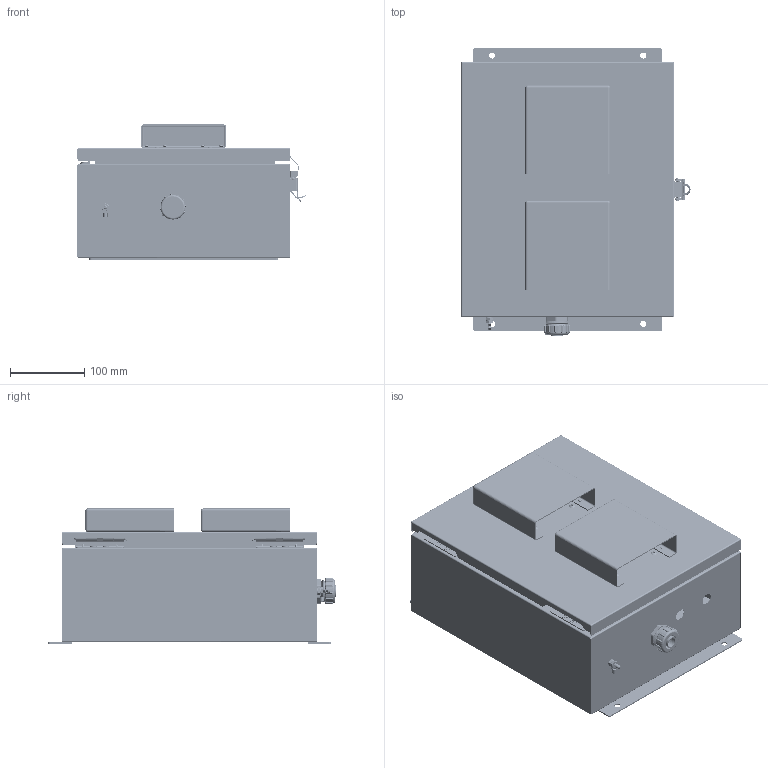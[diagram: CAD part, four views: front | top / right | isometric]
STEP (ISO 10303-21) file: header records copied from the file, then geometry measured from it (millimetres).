
FILE_DESCRIPTION (( 'STEP AP214' ), '1' );
FILE_NAME ('NBSS121006-10F-1.step', '2020-03-18T18:51:23', ( '' ), ( '' ), 'SwSTEP 2.0', 'SolidWorks 2018', '' );
FILE_SCHEMA (( 'AUTOMOTIVE_DESIGN' ));
Length unit declared in the file: inch
Products named in the file (51): XMH-0010; NBSS_integra_latch; 10-32 stud^NBSS121006_box assy; 97526A125_.1348 matl thk; X-PCB-HYP285; XFS-0032_91735A151; XFS-0031; XC-0003; XFN-0013; 1BE04-070; L-COM-FLANGE_505152-FLANGE_1; 1AJ09-156_.099 grip; NBSS121006_lid; XMH-0025; 9912562-82-10_1; NBSS_integra_box brkt; XCT-0005; XFS-0067_XFS-0067; X-ASSY-HYP285-1; RIVET_SHORT_12DIA_1; 1AJ09-156_.25 grip; NBSS121006; NBSS_integra_csink wshr; XFN-0003; XFS-0017; NBSS_integra_box hinge; XERZ-V20D241; 91115A288_18-8 SS FF THD HEX STDF_91115A288; XMH-0048; NBSS121006_box; XFW-0002; NBSS_integra_hinge pin; XMH-0007; XF797-02; NBSS_integra_fhscr_91771A830_10-32 x .62lg; XMH-0050_leads not shown; 10-32 NEMA PLATE SCREW; XCTB-0002; XNBSS121006-02; NBSS121006_box assy ...
Assembly tree (108 placements, depth 6):
  NBSS121006-10F-1
    XNBSS121006-02
      NBSS121006
        NBSS121006_box assy
          NBSS121006_box
          NBSS_integra_box hinge  x2
          NBSS_integra_box brkt  x2
          NBSS_integra_hinge pin  x2
          NBSS_integra_fhscr_91771A830_10-32 x .62lg  x4
          NBSS_integra_csink wshr  x4
          NBSS_integra_latch
            9912562-82-10_1
            RIVET_LONG_12DIA_1
            RIVET_SHORT_12DIA_1  x2
          10-32 stud^NBSS121006_box assy  x4
          91115A288_18-8 SS FF THD HEX STDF_91115A288  x4
          L-COM-FLANGE_505152-FLANGE_1  x2
        NBSS121006_lid assy
          NBSS121006_lid
          97H9235-26300_1  x2
    1BE01-002
    XFW-0002  x5
    10-32 NEMA PLATE SCREW  x4
    XMH-0007  x4
    XMH-0010
    XFW-0004
    XFS-0067_XFS-0067
    XFS-0006
    XFS-0032_91735A151  x2
    XCTB-0002
    XFN-0013  x2
    XF797-02
    XFS-0017  x3
    XFN-0022  x2
    XFS-0066_90272A147  x2
    X-ASSY-HYP285-1
      X-PCB-HYP285
      XERZ-V20D241  x3
    XMH-0025
    XFS-0031  x2
    1AJ09-063  x2
    XFS-0026
    XFN-0003  x2
    XCT-0005
    XC-0003
    1BE04-070  x2
    97526A125_.1348 matl thk  x12
    XMH-0048  x2
    1AJ09-156_.099 grip  x4
    XMH-0050_leads not shown
    1AJ09-156_.25 grip  x4
Bounding box: 307.97 x 387.35 x 181.64 mm (x, y, z)
Volume: 1085553.4 mm3; surface area: 1261880.9 mm2
Topology: 117 solids, 122 shells, 6104 faces, 15285 edges, 9495 vertices
Faces by surface type: cylinder 2204, plane 1766, cone 1414, torus 432, bspline 217, sphere 71
Entity records: 148453 total; most frequent: CARTESIAN_POINT 47938, ORIENTED_EDGE 18620, DIRECTION 18096, EDGE_CURVE 9314, AXIS2_PLACEMENT_3D 6901, VERTEX_POINT 5850, VECTOR 4294, LINE 4294
